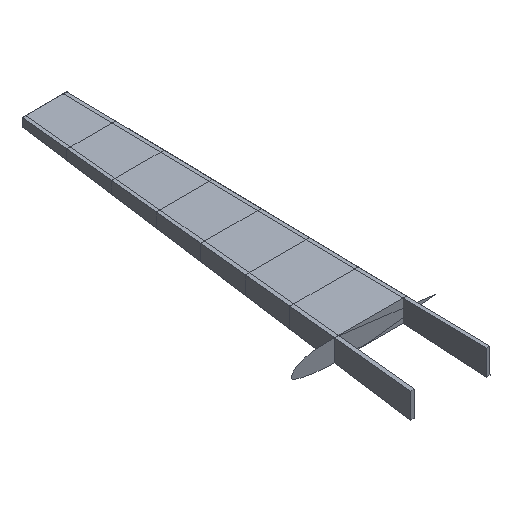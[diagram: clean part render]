
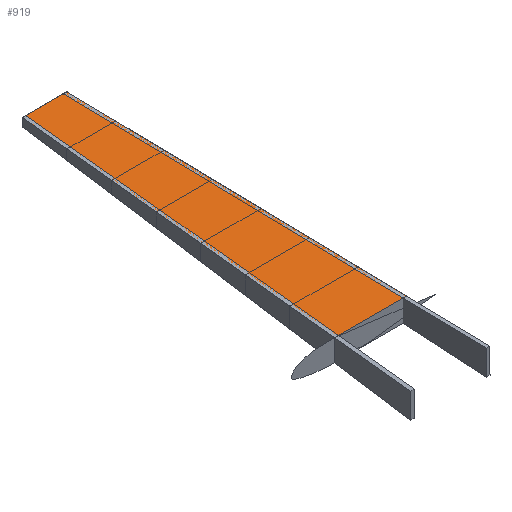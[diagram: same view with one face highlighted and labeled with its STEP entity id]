
A CAD part, isometric view. The second image highlights one B-rep face of the part: STEP entity #919.
In plain terms, the highlighted planar face has unit normal (0, 0.021, 1).
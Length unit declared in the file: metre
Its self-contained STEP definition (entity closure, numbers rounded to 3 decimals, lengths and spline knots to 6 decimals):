
#317=LINE('',#1993,#430);
#318=LINE('',#1996,#431);
#319=LINE('',#1998,#432);
#320=LINE('',#2000,#433);
#430=VECTOR('',#1662,1.);
#431=VECTOR('',#1663,1.);
#432=VECTOR('',#1664,1.);
#433=VECTOR('',#1665,1.);
#632=ORIENTED_EDGE('',*,*,#718,.T.);
#633=ORIENTED_EDGE('',*,*,#719,.T.);
#634=ORIENTED_EDGE('',*,*,#720,.T.);
#635=ORIENTED_EDGE('',*,*,#721,.T.);
#718=EDGE_CURVE('',#796,#797,#317,.T.);
#719=EDGE_CURVE('',#797,#798,#318,.T.);
#720=EDGE_CURVE('',#798,#799,#319,.T.);
#721=EDGE_CURVE('',#799,#796,#320,.T.);
#796=VERTEX_POINT('',#1994);
#797=VERTEX_POINT('',#1995);
#798=VERTEX_POINT('',#1997);
#799=VERTEX_POINT('',#1999);
#835=EDGE_LOOP('',(#632,#633,#634,#635));
#863=FACE_BOUND('',#835,.T.);
#891=PLANE('',#1414);
#919=ADVANCED_FACE('',(#863),#891,.T.);
#1414=AXIS2_PLACEMENT_3D('',#1992,#1660,#1661);
#1660=DIRECTION('',(0.,0.021,1.));
#1661=DIRECTION('',(1.,0.,0.));
#1662=DIRECTION('',(1.,0.,0.));
#1663=DIRECTION('',(0.041,0.999,-0.021));
#1664=DIRECTION('',(-1.,0.,0.));
#1665=DIRECTION('',(-0.118,-0.993,0.021));
#1992=CARTESIAN_POINT('',(0.69,0.,0.207091));
#1993=CARTESIAN_POINT('',(1.265,0.,0.207091));
#1994=CARTESIAN_POINT('',(0.69,0.,0.207091));
#1995=CARTESIAN_POINT('',(1.84,0.,0.207091));
#1996=CARTESIAN_POINT('',(1.956031,2.8215,0.146864));
#1997=CARTESIAN_POINT('',(2.072063,5.643,0.086636));
#1998=CARTESIAN_POINT('',(1.715388,5.643,0.086636));
#1999=CARTESIAN_POINT('',(1.358713,5.643,0.086636));
#2000=CARTESIAN_POINT('',(1.024356,2.8215,0.146864));
